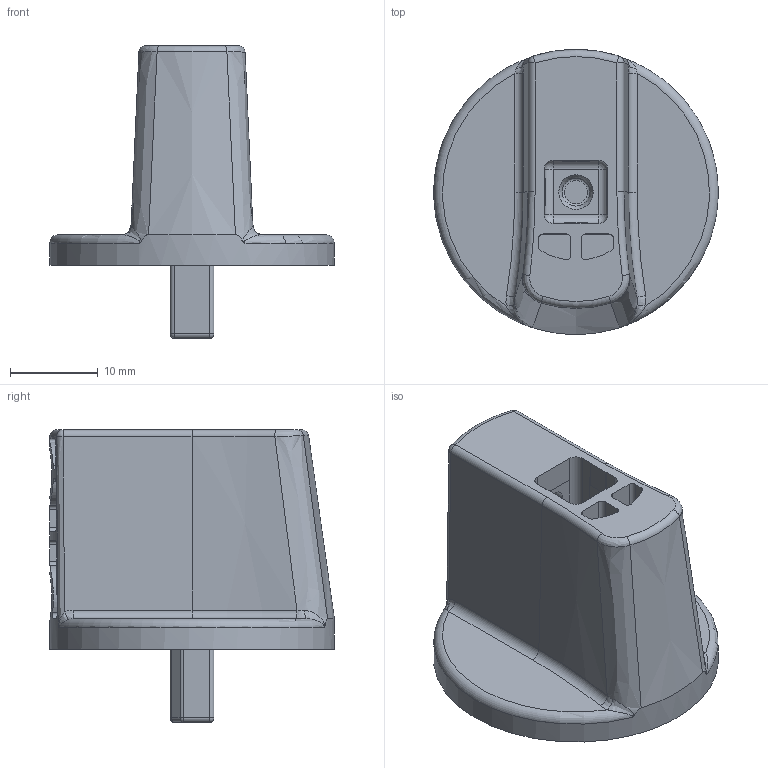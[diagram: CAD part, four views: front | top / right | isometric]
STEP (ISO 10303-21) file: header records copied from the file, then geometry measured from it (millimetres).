
FILE_DESCRIPTION((''),'2;1');
FILE_NAME('FILE_STP_CAD_DRAWING_sz000466-p01.stp','2016-07-22T14:37:21',(''),(''),'Autodesk Inventor 2013','Autodesk Inventor 2013','');
FILE_SCHEMA(('AUTOMOTIVE_DESIGN { 1 0 10303 214 1 1 1 1 }'));
Length unit declared in the file: millimetre
Products named in the file (1): sz000466-p01
Bounding box: 32.4 x 32.4 x 33.3 mm (x, y, z)
Volume: 5340.8 mm3; surface area: 7741.8 mm2
Topology: 1 solids, 1 shells, 288 faces, 767 edges, 487 vertices
Faces by surface type: cylinder 122, plane 112, bspline 26, sphere 11, torus 9, cone 8
Full cylindrical faces by diameter (mm): 2.5 x2, 2.9 x1, 3 x2, 5.6 x2, 16.2 x1, 18 x1, 30 x1, 32.4 x1
Entity records: 9931 total; most frequent: CARTESIAN_POINT 2933, ORIENTED_EDGE 1468, DIRECTION 1443, EDGE_CURVE 734, AXIS2_PLACEMENT_3D 556, VERTEX_POINT 480, VECTOR 331, LINE 331
